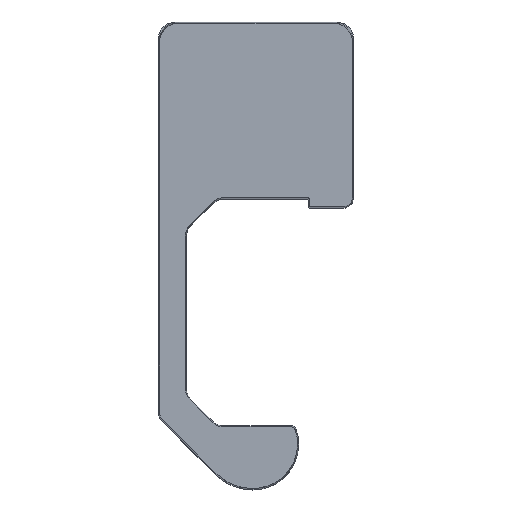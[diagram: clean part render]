
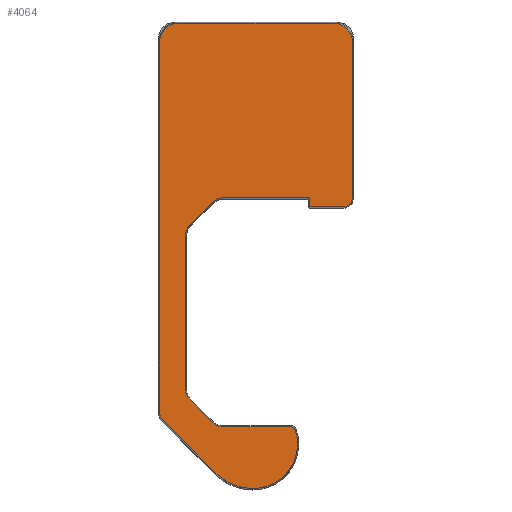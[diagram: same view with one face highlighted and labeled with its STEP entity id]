
A CAD part, top view. The second image highlights one B-rep face of the part: STEP entity #4064.
In plain terms, the highlighted face is planar.
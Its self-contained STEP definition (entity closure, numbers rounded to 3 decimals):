
#251=CIRCLE('',#4353,3.79);
#252=CIRCLE('',#4356,3.79);
#253=CIRCLE('',#4359,1.79);
#254=CIRCLE('',#4362,0.09);
#255=CIRCLE('',#4365,0.51);
#256=CIRCLE('',#4368,3.21);
#257=CIRCLE('',#4371,3.21);
#258=CIRCLE('',#4374,3.21);
#259=CIRCLE('',#4377,3.21);
#260=CIRCLE('',#4380,0.79);
#261=CIRCLE('',#4382,8.79);
#262=CIRCLE('',#4384,10.29);
#263=CIRCLE('',#4387,1.79);
#700=ORIENTED_EDGE('',*,*,#1801,.F.);
#701=ORIENTED_EDGE('',*,*,#1847,.F.);
#702=ORIENTED_EDGE('',*,*,#1845,.F.);
#703=ORIENTED_EDGE('',*,*,#1843,.F.);
#704=ORIENTED_EDGE('',*,*,#1841,.F.);
#705=ORIENTED_EDGE('',*,*,#1839,.F.);
#706=ORIENTED_EDGE('',*,*,#1837,.F.);
#707=ORIENTED_EDGE('',*,*,#1835,.T.);
#708=ORIENTED_EDGE('',*,*,#1833,.F.);
#709=ORIENTED_EDGE('',*,*,#1831,.T.);
#710=ORIENTED_EDGE('',*,*,#1829,.F.);
#711=ORIENTED_EDGE('',*,*,#1827,.T.);
#712=ORIENTED_EDGE('',*,*,#1825,.F.);
#713=ORIENTED_EDGE('',*,*,#1823,.T.);
#714=ORIENTED_EDGE('',*,*,#1821,.F.);
#715=ORIENTED_EDGE('',*,*,#1819,.T.);
#716=ORIENTED_EDGE('',*,*,#1817,.F.);
#717=ORIENTED_EDGE('',*,*,#1815,.F.);
#718=ORIENTED_EDGE('',*,*,#1813,.F.);
#719=ORIENTED_EDGE('',*,*,#1811,.F.);
#720=ORIENTED_EDGE('',*,*,#1809,.F.);
#721=ORIENTED_EDGE('',*,*,#1807,.F.);
#722=ORIENTED_EDGE('',*,*,#1805,.F.);
#723=ORIENTED_EDGE('',*,*,#1803,.F.);
#1801=EDGE_CURVE('',#2396,#2397,#2762,.T.);
#1803=EDGE_CURVE('',#2397,#2398,#251,.T.);
#1805=EDGE_CURVE('',#2398,#2399,#2765,.T.);
#1807=EDGE_CURVE('',#2399,#2400,#252,.T.);
#1809=EDGE_CURVE('',#2400,#2401,#2768,.T.);
#1811=EDGE_CURVE('',#2401,#2402,#253,.T.);
#1813=EDGE_CURVE('',#2402,#2403,#2771,.T.);
#1815=EDGE_CURVE('',#2403,#2404,#254,.T.);
#1817=EDGE_CURVE('',#2404,#2405,#2774,.T.);
#1819=EDGE_CURVE('',#2406,#2405,#255,.T.);
#1821=EDGE_CURVE('',#2406,#2407,#2777,.T.);
#1823=EDGE_CURVE('',#2408,#2407,#256,.T.);
#1825=EDGE_CURVE('',#2408,#2409,#2780,.T.);
#1827=EDGE_CURVE('',#2410,#2409,#257,.T.);
#1829=EDGE_CURVE('',#2410,#2411,#2783,.T.);
#1831=EDGE_CURVE('',#2412,#2411,#258,.T.);
#1833=EDGE_CURVE('',#2412,#2413,#2786,.T.);
#1835=EDGE_CURVE('',#2414,#2413,#259,.T.);
#1837=EDGE_CURVE('',#2414,#2415,#2789,.T.);
#1839=EDGE_CURVE('',#2415,#2416,#260,.T.);
#1841=EDGE_CURVE('',#2416,#2417,#261,.T.);
#1843=EDGE_CURVE('',#2417,#2418,#262,.T.);
#1845=EDGE_CURVE('',#2418,#2419,#2793,.T.);
#1847=EDGE_CURVE('',#2419,#2396,#263,.T.);
#2396=VERTEX_POINT('',#6291);
#2397=VERTEX_POINT('',#6293);
#2398=VERTEX_POINT('',#6297);
#2399=VERTEX_POINT('',#6301);
#2400=VERTEX_POINT('',#6305);
#2401=VERTEX_POINT('',#6309);
#2402=VERTEX_POINT('',#6313);
#2403=VERTEX_POINT('',#6317);
#2404=VERTEX_POINT('',#6321);
#2405=VERTEX_POINT('',#6325);
#2406=VERTEX_POINT('',#6329);
#2407=VERTEX_POINT('',#6333);
#2408=VERTEX_POINT('',#6337);
#2409=VERTEX_POINT('',#6341);
#2410=VERTEX_POINT('',#6345);
#2411=VERTEX_POINT('',#6349);
#2412=VERTEX_POINT('',#6353);
#2413=VERTEX_POINT('',#6357);
#2414=VERTEX_POINT('',#6361);
#2415=VERTEX_POINT('',#6365);
#2416=VERTEX_POINT('',#6369);
#2417=VERTEX_POINT('',#6373);
#2418=VERTEX_POINT('',#6380);
#2419=VERTEX_POINT('',#6384);
#2762=LINE('',#6292,#3134);
#2765=LINE('',#6300,#3137);
#2768=LINE('',#6308,#3140);
#2771=LINE('',#6316,#3143);
#2774=LINE('',#6324,#3146);
#2777=LINE('',#6332,#3149);
#2780=LINE('',#6340,#3152);
#2783=LINE('',#6348,#3155);
#2786=LINE('',#6356,#3158);
#2789=LINE('',#6364,#3161);
#2793=LINE('',#6383,#3165);
#3134=VECTOR('',#4948,1000.);
#3137=VECTOR('',#4957,1000.);
#3140=VECTOR('',#4966,1000.);
#3143=VECTOR('',#4975,1000.);
#3146=VECTOR('',#4984,1000.);
#3149=VECTOR('',#4993,1000.);
#3152=VECTOR('',#5002,1000.);
#3155=VECTOR('',#5011,1000.);
#3158=VECTOR('',#5020,1000.);
#3161=VECTOR('',#5029,1000.);
#3165=VECTOR('',#5047,1000.);
#3480=EDGE_LOOP('',(#700,#701,#702,#703,#704,#705,#706,#707,#708,#709,#710,
#711,#712,#713,#714,#715,#716,#717,#718,#719,#720,#721,#722,#723));
#3710=FACE_BOUND('',#3480,.T.);
#3920=PLANE('',#4388);
#4064=ADVANCED_FACE('',(#3710),#3920,.F.);
#4353=AXIS2_PLACEMENT_3D('',#6296,#4952,#4953);
#4356=AXIS2_PLACEMENT_3D('',#6304,#4961,#4962);
#4359=AXIS2_PLACEMENT_3D('',#6312,#4970,#4971);
#4362=AXIS2_PLACEMENT_3D('',#6320,#4979,#4980);
#4365=AXIS2_PLACEMENT_3D('',#6328,#4988,#4989);
#4368=AXIS2_PLACEMENT_3D('',#6336,#4997,#4998);
#4371=AXIS2_PLACEMENT_3D('',#6344,#5006,#5007);
#4374=AXIS2_PLACEMENT_3D('',#6352,#5015,#5016);
#4377=AXIS2_PLACEMENT_3D('',#6360,#5024,#5025);
#4380=AXIS2_PLACEMENT_3D('',#6368,#5033,#5034);
#4382=AXIS2_PLACEMENT_3D('',#6372,#5038,#5039);
#4384=AXIS2_PLACEMENT_3D('',#6379,#5042,#5043);
#4387=AXIS2_PLACEMENT_3D('',#6387,#5051,#5052);
#4388=AXIS2_PLACEMENT_3D('',#6388,#5053,#5054);
#4948=DIRECTION('',(0.,-1.,0.));
#4952=DIRECTION('',(0.,0.,1.));
#4953=DIRECTION('',(1.,0.,0.));
#4957=DIRECTION('',(1.,0.,0.));
#4961=DIRECTION('',(0.,0.,1.));
#4962=DIRECTION('',(1.,0.,0.));
#4966=DIRECTION('',(0.,1.,0.));
#4970=DIRECTION('',(0.,0.,1.));
#4971=DIRECTION('',(1.,0.,0.));
#4975=DIRECTION('',(-1.,0.,0.));
#4979=DIRECTION('',(0.,0.,1.));
#4980=DIRECTION('',(1.,0.,0.));
#4984=DIRECTION('',(0.,-1.,0.));
#4988=DIRECTION('',(0.,0.,1.));
#4989=DIRECTION('',(1.,0.,0.));
#4993=DIRECTION('',(-1.,0.,0.));
#4997=DIRECTION('',(0.,0.,1.));
#4998=DIRECTION('',(1.,0.,0.));
#5002=DIRECTION('',(-0.707,0.707,0.));
#5006=DIRECTION('',(0.,0.,1.));
#5007=DIRECTION('',(1.,0.,0.));
#5011=DIRECTION('',(0.,1.,0.));
#5015=DIRECTION('',(0.,0.,1.));
#5016=DIRECTION('',(1.,0.,0.));
#5020=DIRECTION('',(0.707,0.707,0.));
#5024=DIRECTION('',(0.,0.,1.));
#5025=DIRECTION('',(1.,0.,0.));
#5029=DIRECTION('',(1.,0.,0.));
#5033=DIRECTION('',(0.,0.,1.));
#5034=DIRECTION('',(1.,0.,0.));
#5038=DIRECTION('',(0.,0.,1.));
#5039=DIRECTION('',(1.,0.,0.));
#5042=DIRECTION('',(0.,0.,1.));
#5043=DIRECTION('',(1.,0.,0.));
#5047=DIRECTION('',(-0.707,-0.707,0.));
#5051=DIRECTION('',(0.,0.,1.));
#5052=DIRECTION('',(1.,0.,0.));
#5053=DIRECTION('',(0.,0.,1.));
#5054=DIRECTION('',(1.,0.,0.));
#6291=CARTESIAN_POINT('',(0.21,77.472,0.));
#6292=CARTESIAN_POINT('',(0.21,4.,0.));
#6293=CARTESIAN_POINT('',(0.21,4.,0.));
#6296=CARTESIAN_POINT('',(4.,4.,0.));
#6297=CARTESIAN_POINT('',(4.,0.21,0.));
#6300=CARTESIAN_POINT('',(4.,0.21,0.));
#6301=CARTESIAN_POINT('',(34.6,0.21,0.));
#6304=CARTESIAN_POINT('',(34.6,4.,0.));
#6305=CARTESIAN_POINT('',(38.39,4.,0.));
#6308=CARTESIAN_POINT('',(38.39,4.,0.));
#6309=CARTESIAN_POINT('',(38.39,34.8,0.));
#6312=CARTESIAN_POINT('',(36.6,34.8,0.));
#6313=CARTESIAN_POINT('',(36.6,36.59,0.));
#6316=CARTESIAN_POINT('',(4.,36.59,0.));
#6317=CARTESIAN_POINT('',(30.,36.59,0.));
#6320=CARTESIAN_POINT('',(30.,36.5,0.));
#6321=CARTESIAN_POINT('',(29.91,36.5,0.));
#6324=CARTESIAN_POINT('',(29.91,4.,0.));
#6325=CARTESIAN_POINT('',(29.91,35.3,0.));
#6328=CARTESIAN_POINT('',(29.4,35.3,0.));
#6329=CARTESIAN_POINT('',(29.4,34.79,0.));
#6332=CARTESIAN_POINT('',(4.,34.79,0.));
#6333=CARTESIAN_POINT('',(12.943,34.79,0.));
#6336=CARTESIAN_POINT('',(12.943,38.,0.));
#6337=CARTESIAN_POINT('',(10.673,35.73,0.));
#6340=CARTESIAN_POINT('',(23.202,23.202,0.));
#6341=CARTESIAN_POINT('',(6.23,40.173,0.));
#6344=CARTESIAN_POINT('',(8.5,42.443,0.));
#6345=CARTESIAN_POINT('',(5.29,42.443,0.));
#6348=CARTESIAN_POINT('',(5.29,4.,0.));
#6349=CARTESIAN_POINT('',(5.29,72.587,0.));
#6352=CARTESIAN_POINT('',(8.5,72.587,0.));
#6353=CARTESIAN_POINT('',(6.23,74.857,0.));
#6356=CARTESIAN_POINT('',(-30.313,38.313,0.));
#6357=CARTESIAN_POINT('',(10.643,79.27,0.));
#6360=CARTESIAN_POINT('',(12.913,77.,0.));
#6361=CARTESIAN_POINT('',(12.913,80.21,0.));
#6364=CARTESIAN_POINT('',(4.,80.21,0.));
#6365=CARTESIAN_POINT('',(26.306,80.21,0.));
#6368=CARTESIAN_POINT('',(26.306,81.,0.));
#6369=CARTESIAN_POINT('',(27.053,80.743,0.));
#6372=CARTESIAN_POINT('',(18.74,83.6,0.));
#6373=CARTESIAN_POINT('',(18.696,92.39,0.));
#6379=CARTESIAN_POINT('',(18.649,82.1,0.));
#6380=CARTESIAN_POINT('',(11.373,89.376,0.));
#6383=CARTESIAN_POINT('',(-35.002,43.002,0.));
#6384=CARTESIAN_POINT('',(0.734,78.738,0.));
#6387=CARTESIAN_POINT('',(2.,77.472,0.));
#6388=CARTESIAN_POINT('',(4.,4.,0.));
